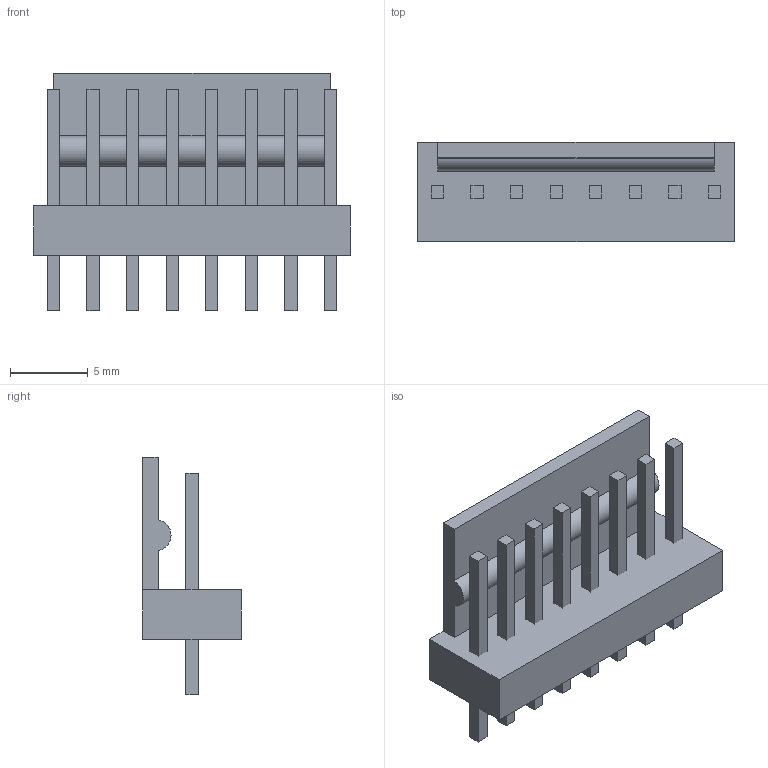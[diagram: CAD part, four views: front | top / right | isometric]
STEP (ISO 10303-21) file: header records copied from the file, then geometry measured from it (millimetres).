
FILE_DESCRIPTION (( 'STEP AP203' ), '1' );
FILE_NAME ('molex-22-27-2081.STEP', '2008-08-03T04:40:03', ( 'j' ), ( '' ), 'SwSTEP 2.0', 'SolidWorks 2004231', '' );
FILE_SCHEMA (( 'CONFIG_CONTROL_DESIGN' ));
Length unit declared in the file: millimetre
Products named in the file (1): molex-22-27-2081
Bounding box: 20.32 x 6.35 x 15.24 mm (x, y, z)
Volume: 655.1 mm3; surface area: 1138.3 mm2
Topology: 9 solids, 9 shells, 60 faces, 126 edges, 84 vertices
Faces by surface type: plane 59, cylinder 1
Entity records: 1633 total; most frequent: CARTESIAN_POINT 271, ORIENTED_EDGE 252, DIRECTION 250, EDGE_CURVE 126, LINE 124, VECTOR 124, VERTEX_POINT 84, AXIS2_PLACEMENT_3D 63
